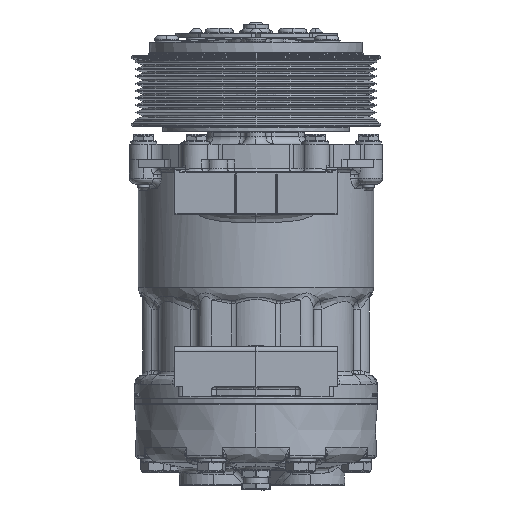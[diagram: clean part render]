
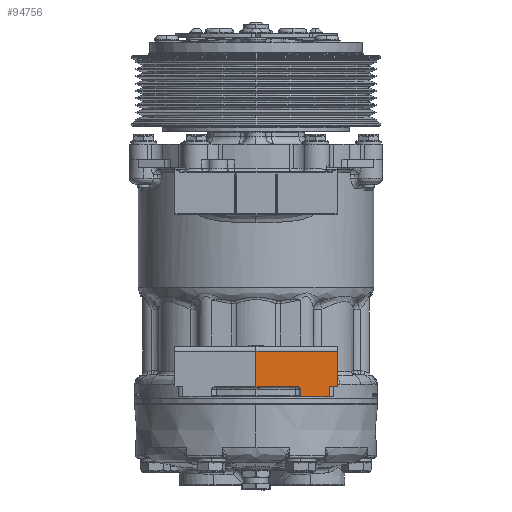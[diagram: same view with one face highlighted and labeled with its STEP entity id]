
A CAD part, front view. The second image highlights one B-rep face of the part: STEP entity #94756.
In plain terms, the highlighted planar face has unit normal (0.049, -0.999, 0).
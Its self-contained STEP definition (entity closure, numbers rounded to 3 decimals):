
#38868 = DIRECTION ( 'NONE',  ( -0.026, -0.001, 1. ) ) ;
#38870 = VECTOR ( 'NONE', #38868, 1000. ) ;
#38872 = CARTESIAN_POINT ( 'NONE',  ( 22.979, -73.929, -57.097 ) ) ;
#38875 = LINE ( 'NONE', #38872, #38870 ) ;
#38882 = CARTESIAN_POINT ( 'NONE',  ( 22.979, -73.929, -57.097 ) ) ;
#38898 = CARTESIAN_POINT ( 'NONE',  ( 22.9, -73.933, -54.058 ) ) ;
#39628 = CARTESIAN_POINT ( 'NONE',  ( 22.743, -73.94, -53.422 ) ) ;
#39630 = CARTESIAN_POINT ( 'NONE',  ( 22.857, -73.935, -53.688 ) ) ;
#39631 = CARTESIAN_POINT ( 'NONE',  ( 22.895, -73.933, -53.875 ) ) ;
#39633 = CARTESIAN_POINT ( 'NONE',  ( 22.9, -73.933, -54.058 ) ) ;
#39638 = CARTESIAN_POINT ( 'NONE',  ( 21.4, -74.006, -52.597 ) ) ;
#39640 = B_SPLINE_CURVE_WITH_KNOTS ( 'NONE', 3,
 ( #39633, #39631, #39630, #39628, #39793, #39790, #39788, #39786, #39785, #39784, #39782, #39780, #39777, #39775, #39773, #39771, #39768, #39766, #39764 ),
 .UNSPECIFIED., .F., .F.,
 ( 4, 2, 2, 2, 1, 1, 1, 2, 2, 2, 4 ),
 ( 0., 0.25, 0.375, 0.438, 0.469, 0.484, 0.492, 0.496, 0.5, 0.75, 1. ),
 .UNSPECIFIED. ) ;
#39764 = CARTESIAN_POINT ( 'NONE',  ( 21.4, -74.006, -52.597 ) ) ;
#39766 = CARTESIAN_POINT ( 'NONE',  ( 21.655, -73.993, -52.597 ) ) ;
#39768 = CARTESIAN_POINT ( 'NONE',  ( 21.876, -73.983, -52.661 ) ) ;
#39771 = CARTESIAN_POINT ( 'NONE',  ( 22.224, -73.966, -52.828 ) ) ;
#39773 = CARTESIAN_POINT ( 'NONE',  ( 22.353, -73.959, -52.931 ) ) ;
#39775 = CARTESIAN_POINT ( 'NONE',  ( 22.449, -73.955, -53.024 ) ) ;
#39777 = CARTESIAN_POINT ( 'NONE',  ( 22.452, -73.955, -53.027 ) ) ;
#39780 = CARTESIAN_POINT ( 'NONE',  ( 22.456, -73.954, -53.031 ) ) ;
#39782 = CARTESIAN_POINT ( 'NONE',  ( 22.463, -73.954, -53.038 ) ) ;
#39784 = CARTESIAN_POINT ( 'NONE',  ( 22.479, -73.953, -53.054 ) ) ;
#39785 = CARTESIAN_POINT ( 'NONE',  ( 22.509, -73.952, -53.086 ) ) ;
#39786 = CARTESIAN_POINT ( 'NONE',  ( 22.534, -73.951, -53.114 ) ) ;
#39788 = CARTESIAN_POINT ( 'NONE',  ( 22.583, -73.948, -53.172 ) ) ;
#39790 = CARTESIAN_POINT ( 'NONE',  ( 22.613, -73.947, -53.212 ) ) ;
#39793 = CARTESIAN_POINT ( 'NONE',  ( 22.696, -73.943, -53.335 ) ) ;
#40834 = CARTESIAN_POINT ( 'NONE',  ( 1.019, -75., -52.597 ) ) ;
#40837 = DIRECTION ( 'NONE',  ( -0.999, -0.049, 0. ) ) ;
#40840 = VECTOR ( 'NONE', #40837, 1000. ) ;
#40843 = CARTESIAN_POINT ( 'NONE',  ( 41.019, -73.049, -52.597 ) ) ;
#40844 = LINE ( 'NONE', #40843, #40840 ) ;
#41585 = LINE ( 'NONE', #41781, #41778 ) ;
#41773 = CARTESIAN_POINT ( 'NONE',  ( 37.141, -73.238, -57.597 ) ) ;
#41775 = DIRECTION ( 'NONE',  ( 0., 0., -1. ) ) ;
#41778 = VECTOR ( 'NONE', #41775, 1000. ) ;
#41781 = CARTESIAN_POINT ( 'NONE',  ( 37.141, -73.238, -57.597 ) ) ;
#41875 = DIRECTION ( 'NONE',  ( -0.725, -0.035, 0.688 ) ) ;
#41876 = VECTOR ( 'NONE', #41875, 1000. ) ;
#41878 = CARTESIAN_POINT ( 'NONE',  ( 23.506, -73.903, -57.597 ) ) ;
#41880 = LINE ( 'NONE', #41878, #41876 ) ;
#41885 = CARTESIAN_POINT ( 'NONE',  ( 23.506, -73.903, -57.597 ) ) ;
#42016 = CARTESIAN_POINT ( 'NONE',  ( 37.141, -73.238, -52.597 ) ) ;
#51777 = CARTESIAN_POINT ( 'NONE',  ( 41.019, -73.049, -35.097 ) ) ;
#51778 = DIRECTION ( 'NONE',  ( 0., 0., 1. ) ) ;
#51780 = VECTOR ( 'NONE', #51778, 1000. ) ;
#51783 = CARTESIAN_POINT ( 'NONE',  ( 41.019, -73.049, -52.597 ) ) ;
#51784 = LINE ( 'NONE', #51783, #51780 ) ;
#51794 = DIRECTION ( 'NONE',  ( -0.999, -0.049, 0. ) ) ;
#51797 = DIRECTION ( 'NONE',  ( -0.049, 0.999, 0. ) ) ;
#51799 = CARTESIAN_POINT ( 'NONE',  ( 41.019, -73.049, -57.597 ) ) ;
#51801 = AXIS2_PLACEMENT_3D ( 'NONE', #51799, #51797, #51794 ) ;
#51805 = PLANE ( 'NONE',  #51801 ) ;
#51810 = FACE_OUTER_BOUND ( 'NONE', #94759, .T. ) ;
#51813 = DIRECTION ( 'NONE',  ( -0.999, -0.049, 0. ) ) ;
#51814 = VECTOR ( 'NONE', #51813, 1000. ) ;
#51815 = CARTESIAN_POINT ( 'NONE',  ( 41.019, -73.049, -52.597 ) ) ;
#51818 = LINE ( 'NONE', #51815, #51814 ) ;
#53095 = CARTESIAN_POINT ( 'NONE',  ( 41.019, -73.049, -52.597 ) ) ;
#53109 = DIRECTION ( 'NONE',  ( -0.999, -0.049, 0. ) ) ;
#53110 = VECTOR ( 'NONE', #53109, 1000. ) ;
#53114 = CARTESIAN_POINT ( 'NONE',  ( 37.141, -73.238, -57.597 ) ) ;
#53116 = LINE ( 'NONE', #53114, #53110 ) ;
#53124 = DIRECTION ( 'NONE',  ( 0., 0., -1. ) ) ;
#53126 = VECTOR ( 'NONE', #53124, 1000. ) ;
#53129 = CARTESIAN_POINT ( 'NONE',  ( 1.019, -75., -57.597 ) ) ;
#53131 = LINE ( 'NONE', #53129, #53126 ) ;
#53141 = CARTESIAN_POINT ( 'NONE',  ( 1.019, -75., -35.097 ) ) ;
#53144 = DIRECTION ( 'NONE',  ( 0.999, 0.049, 0. ) ) ;
#53147 = VECTOR ( 'NONE', #53144, 1000. ) ;
#53148 = CARTESIAN_POINT ( 'NONE',  ( 0.778, -75.012, -35.097 ) ) ;
#53151 = LINE ( 'NONE', #53148, #53147 ) ;
#92940 = VERTEX_POINT ( 'NONE', #38898 ) ;
#92948 = VERTEX_POINT ( 'NONE', #38882 ) ;
#92952 = EDGE_CURVE ( 'NONE', #92948, #92940, #38875, .T. ) ;
#93053 = EDGE_CURVE ( 'NONE', #92940, #93055, #39640, .T. ) ;
#93055 = VERTEX_POINT ( 'NONE', #39638 ) ;
#93218 = EDGE_CURVE ( 'NONE', #93055, #93220, #40844, .T. ) ;
#93220 = VERTEX_POINT ( 'NONE', #40834 ) ;
#93400 = EDGE_CURVE ( 'NONE', #93446, #93402, #41585, .T. ) ;
#93402 = VERTEX_POINT ( 'NONE', #41773 ) ;
#93419 = VERTEX_POINT ( 'NONE', #41885 ) ;
#93421 = EDGE_CURVE ( 'NONE', #93419, #92948, #41880, .T. ) ;
#93446 = VERTEX_POINT ( 'NONE', #42016 ) ;
#94749 = EDGE_CURVE ( 'NONE', #94895, #93446, #51818, .T. ) ;
#94756 = ADVANCED_FACE ( 'NONE', ( #51810 ), #51805, .F. ) ;
#94759 = EDGE_LOOP ( 'NONE', ( #94761, #94763, #94872, #94875, #94877, #94878, #94880, #94882, #94884, #94842 ) ) ;
#94761 = ORIENTED_EDGE ( 'NONE', *, *, #94749, .F. ) ;
#94763 = ORIENTED_EDGE ( 'NONE', *, *, #94764, .T. ) ;
#94764 = EDGE_CURVE ( 'NONE', #94895, #94766, #51784, .T. ) ;
#94766 = VERTEX_POINT ( 'NONE', #51777 ) ;
#94842 = ORIENTED_EDGE ( 'NONE', *, *, #93400, .F. ) ;
#94872 = ORIENTED_EDGE ( 'NONE', *, *, #94873, .F. ) ;
#94873 = EDGE_CURVE ( 'NONE', #94874, #94766, #53151, .T. ) ;
#94874 = VERTEX_POINT ( 'NONE', #53141 ) ;
#94875 = ORIENTED_EDGE ( 'NONE', *, *, #94876, .T. ) ;
#94876 = EDGE_CURVE ( 'NONE', #94874, #93220, #53131, .T. ) ;
#94877 = ORIENTED_EDGE ( 'NONE', *, *, #93218, .F. ) ;
#94878 = ORIENTED_EDGE ( 'NONE', *, *, #93053, .F. ) ;
#94880 = ORIENTED_EDGE ( 'NONE', *, *, #92952, .F. ) ;
#94882 = ORIENTED_EDGE ( 'NONE', *, *, #93421, .F. ) ;
#94884 = ORIENTED_EDGE ( 'NONE', *, *, #94886, .F. ) ;
#94886 = EDGE_CURVE ( 'NONE', #93402, #93419, #53116, .T. ) ;
#94895 = VERTEX_POINT ( 'NONE', #53095 ) ;
